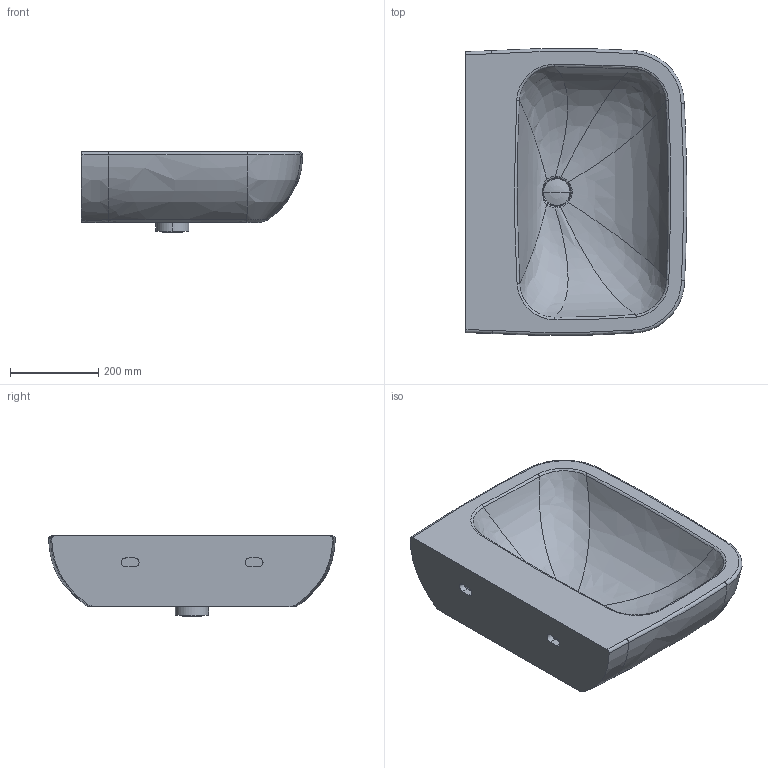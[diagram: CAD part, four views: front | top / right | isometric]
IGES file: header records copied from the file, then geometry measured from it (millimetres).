
Global section: file name: No Iges File Name specified; native system: Autodesk Inventor 2011; preprocessor: AutoDesk Inventor Iges Exporter R2011; author: Administrator; date: 20141009.220625; units: millimetre
Bounding box: 500.7 x 649.01 x 181.69 mm (x, y, z)
Volume: 21314029.4 mm3; surface area: 1138211 mm2
Topology: 3 solids, 3 shells, 125 faces, 344 edges, 222 vertices
Faces by surface type: bspline 53, plane 27, revolution 18, cylinder 16, torus 9, cone 2
